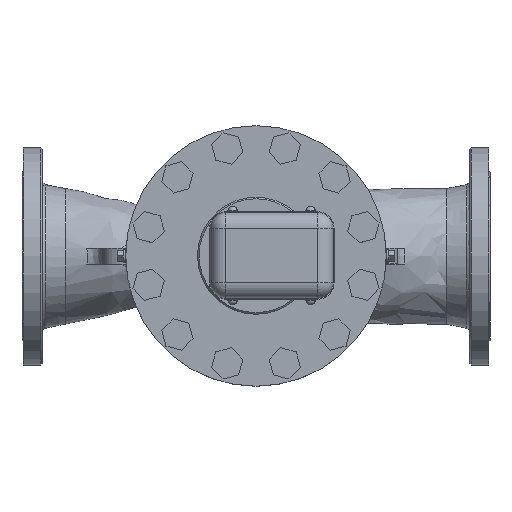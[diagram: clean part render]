
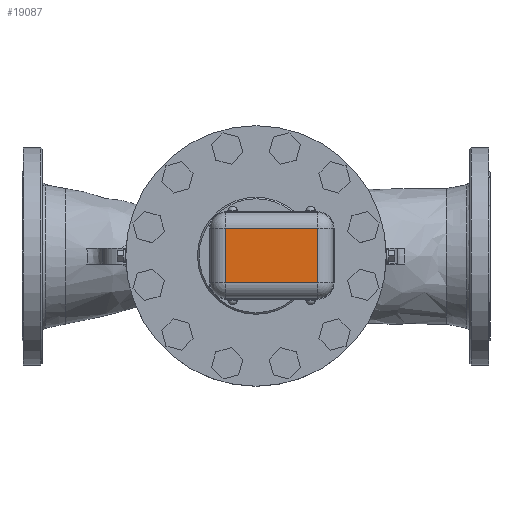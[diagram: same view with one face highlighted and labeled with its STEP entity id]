
A CAD part, top view. The second image highlights one B-rep face of the part: STEP entity #19087.
In plain terms, the highlighted planar face has unit normal (0, 0, 1).
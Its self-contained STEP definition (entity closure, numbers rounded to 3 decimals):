
#863=PLANE('',#20426);
#1626=LINE('',#35956,#3153);
#1628=LINE('',#35964,#3155);
#1630=LINE('',#35972,#3157);
#1632=LINE('',#35983,#3159);
#3153=VECTOR('',#22807,70.);
#3155=VECTOR('',#22815,118.);
#3157=VECTOR('',#22823,70.);
#3159=VECTOR('',#22839,118.);
#4748=FACE_OUTER_BOUND('',#5988,.T.);
#5988=EDGE_LOOP('',(#14221,#14222,#14223,#14224));
#8882=VERTEX_POINT('',#35953);
#8883=VERTEX_POINT('',#35955);
#8886=VERTEX_POINT('',#35963);
#8889=VERTEX_POINT('',#35971);
#10925=EDGE_CURVE('',#8882,#8883,#1626,.T.);
#10929=EDGE_CURVE('',#8883,#8886,#1628,.T.);
#10933=EDGE_CURVE('',#8886,#8889,#1630,.T.);
#10939=EDGE_CURVE('',#8889,#8882,#1632,.T.);
#14221=ORIENTED_EDGE('',*,*,#10925,.F.);
#14222=ORIENTED_EDGE('',*,*,#10939,.F.);
#14223=ORIENTED_EDGE('',*,*,#10933,.F.);
#14224=ORIENTED_EDGE('',*,*,#10929,.F.);
#19087=ADVANCED_FACE('',(#4748),#863,.T.);
#20426=AXIS2_PLACEMENT_3D('',#36009,#22870,#22871);
#22807=DIRECTION('',(0.,-1.,0.));
#22815=DIRECTION('',(-1.,0.,0.));
#22823=DIRECTION('',(0.,1.,0.));
#22839=DIRECTION('',(1.,0.,0.));
#22870=DIRECTION('center_axis',(0.,0.,
1.));
#22871=DIRECTION('ref_axis',(1.,0.,0.));
#35953=CARTESIAN_POINT('',(79.,35.,755.));
#35955=CARTESIAN_POINT('',(79.,-35.,755.));
#35956=CARTESIAN_POINT('',(79.,17.5,755.));
#35963=CARTESIAN_POINT('',(-39.,-35.,755.));
#35964=CARTESIAN_POINT('',(49.5,-35.,755.));
#35971=CARTESIAN_POINT('',(-39.,35.,755.));
#35972=CARTESIAN_POINT('',(-39.,-17.5,755.));
#35983=CARTESIAN_POINT('',(-9.5,35.,755.));
#36009=CARTESIAN_POINT('Origin',(20.,0.,755.));
